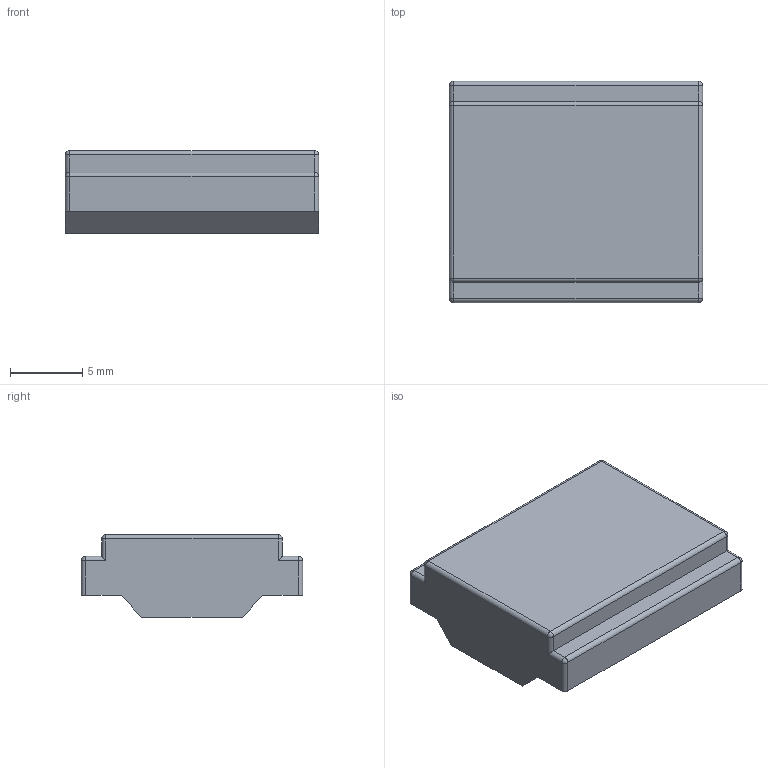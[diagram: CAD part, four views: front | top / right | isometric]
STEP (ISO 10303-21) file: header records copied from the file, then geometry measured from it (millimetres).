
FILE_DESCRIPTION(('FreeCAD Model'),'2;1');
FILE_NAME('Fillet.step','2018-01-29T12:53:29',('kicad StepUp') ,('ksu MCAD'),'Open CASCADE STEP processor 6.8','FreeCAD','Unknown');
FILE_SCHEMA(('AUTOMOTIVE_DESIGN_CC2 { 1 2 10303 214 -1 1 5 4 }'));
Length unit declared in the file: millimetre
Products named in the file (1): Fillet
Bounding box: 17.5 x 15.3 x 5.72 mm (x, y, z)
Volume: 1271.2 mm3; surface area: 836.2 mm2
Topology: 1 solids, 1 shells, 40 faces, 94 edges, 48 vertices
Faces by surface type: cylinder 18, plane 14, sphere 8
Entity records: 1079 total; most frequent: DIRECTION 200, CARTESIAN_POINT 175, ORIENTED_EDGE 172, EDGE_CURVE 86, AXIS2_PLACEMENT_3D 73, LINE 54, VECTOR 54, VERTEX_POINT 48
